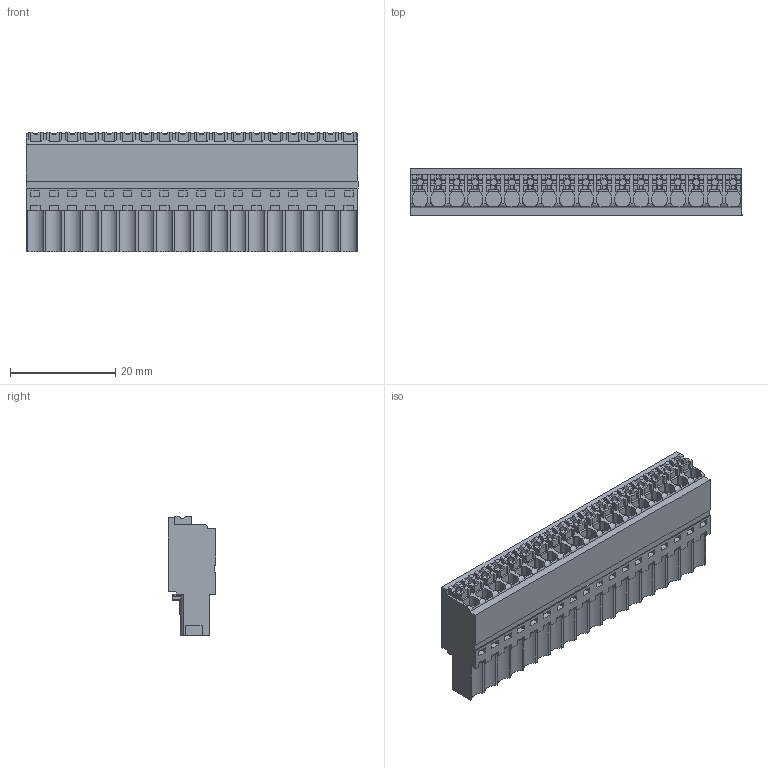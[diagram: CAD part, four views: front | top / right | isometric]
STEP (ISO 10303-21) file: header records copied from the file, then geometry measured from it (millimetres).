
FILE_DESCRIPTION(('CATIA V5R24 STEP','CAx-IF Rec.Pracs.--- Model Styling and Organization---1.2---2011-12-15'),'2;1');
FILE_NAME ('D1462521_0', '2018-01-11T13:38:27+00:00', ('Weidmueller Interface'), ('Weidmueller'), 'CATIA Version 5-6 Release 2014 SP4 HF52', 'CATIA V5 STEP AP214', 'none');
FILE_SCHEMA(('AUTOMOTIVE_DESIGN { 1 0 10303 214 1 1 1 1 }'));
Length unit declared in the file: millimetre
Products named in the file (1): 2459210000
Bounding box: 63.04 x 9 x 22.7 mm (x, y, z)
Volume: 9219 mm3; surface area: 7361.8 mm2
Topology: 19 solids, 19 shells, 1676 faces, 4925 edges, 3323 vertices
Faces by surface type: plane 1531, cylinder 145
Entity records: 52988 total; most frequent: CARTESIAN_POINT 11021, ORIENTED_EDGE 9850, DIRECTION 6568, EDGE_CURVE 4925, VECTOR 4131, LINE 4131, VERTEX_POINT 3323, EDGE_LOOP 1748
